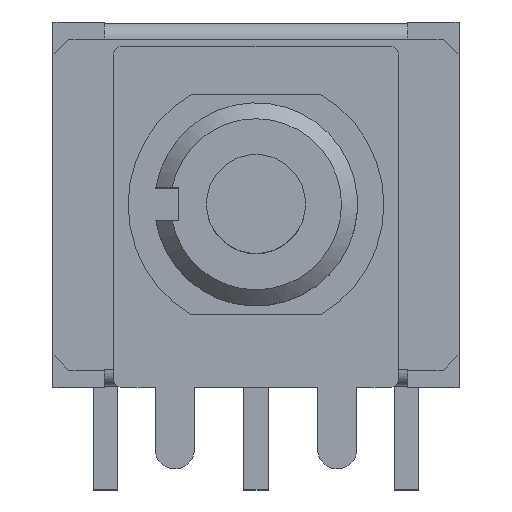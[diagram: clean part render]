
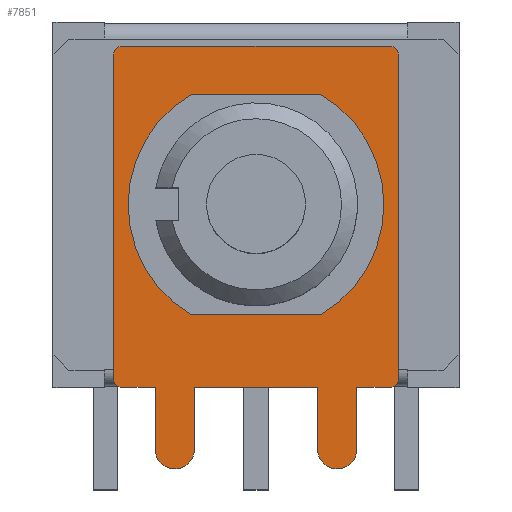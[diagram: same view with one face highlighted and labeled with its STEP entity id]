
A CAD part, top view. The second image highlights one B-rep face of the part: STEP entity #7851.
In plain terms, the highlighted planar face has unit normal (0, 0, 1).
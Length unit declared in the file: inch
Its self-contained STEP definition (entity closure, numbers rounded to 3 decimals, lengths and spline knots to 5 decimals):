
#71=FACE_BOUND('',#2658,.T.);
#603=LINE('',#12883,#1427);
#604=LINE('',#12887,#1428);
#605=LINE('',#12891,#1429);
#606=LINE('',#12893,#1430);
#607=LINE('',#12897,#1431);
#608=LINE('',#12899,#1432);
#609=LINE('',#12901,#1433);
#610=LINE('',#12905,#1434);
#611=LINE('',#12907,#1435);
#612=LINE('',#12910,#1436);
#613=LINE('',#12915,#1437);
#614=LINE('',#12918,#1438);
#1427=VECTOR('',#9449,0.3937);
#1428=VECTOR('',#9452,0.3937);
#1429=VECTOR('',#9455,0.3937);
#1430=VECTOR('',#9456,0.3937);
#1431=VECTOR('',#9459,0.3937);
#1432=VECTOR('',#9460,0.3937);
#1433=VECTOR('',#9461,0.3937);
#1434=VECTOR('',#9464,0.3937);
#1435=VECTOR('',#9465,0.3937);
#1436=VECTOR('',#9468,0.3937);
#1437=VECTOR('',#9471,0.3937);
#1438=VECTOR('',#9474,0.3937);
#2205=FACE_OUTER_BOUND('',#2657,.T.);
#2657=EDGE_LOOP('',(#6017,#6018,#6019,#6020,#6021,#6022,#6023,#6024,#6025,
#6026,#6027,#6028,#6029,#6030,#6031,#6032));
#2658=EDGE_LOOP('',(#6033,#6034,#6035,#6036));
#3005=CIRCLE('',#8325,0.00984);
#3006=CIRCLE('',#8326,0.00984);
#3007=CIRCLE('',#8327,0.00984);
#3008=CIRCLE('',#8328,0.02402);
#3009=CIRCLE('',#8329,0.02402);
#3010=CIRCLE('',#8330,0.00984);
#3011=CIRCLE('',#8331,0.15748);
#3012=CIRCLE('',#8332,0.15748);
#3494=VERTEX_POINT('',#12879);
#3495=VERTEX_POINT('',#12880);
#3496=VERTEX_POINT('',#12882);
#3497=VERTEX_POINT('',#12884);
#3498=VERTEX_POINT('',#12886);
#3499=VERTEX_POINT('',#12888);
#3500=VERTEX_POINT('',#12890);
#3501=VERTEX_POINT('',#12892);
#3502=VERTEX_POINT('',#12894);
#3503=VERTEX_POINT('',#12896);
#3504=VERTEX_POINT('',#12898);
#3505=VERTEX_POINT('',#12900);
#3506=VERTEX_POINT('',#12902);
#3507=VERTEX_POINT('',#12904);
#3508=VERTEX_POINT('',#12906);
#3509=VERTEX_POINT('',#12908);
#3510=VERTEX_POINT('',#12911);
#3511=VERTEX_POINT('',#12912);
#3512=VERTEX_POINT('',#12914);
#3513=VERTEX_POINT('',#12916);
#4415=EDGE_CURVE('',#3494,#3495,#3005,.T.);
#4416=EDGE_CURVE('',#3494,#3496,#603,.T.);
#4417=EDGE_CURVE('',#3497,#3496,#3006,.T.);
#4418=EDGE_CURVE('',#3498,#3497,#604,.T.);
#4419=EDGE_CURVE('',#3499,#3498,#3007,.T.);
#4420=EDGE_CURVE('',#3500,#3499,#605,.T.);
#4421=EDGE_CURVE('',#3501,#3500,#606,.T.);
#4422=EDGE_CURVE('',#3502,#3501,#3008,.T.);
#4423=EDGE_CURVE('',#3503,#3502,#607,.T.);
#4424=EDGE_CURVE('',#3504,#3503,#608,.T.);
#4425=EDGE_CURVE('',#3505,#3504,#609,.T.);
#4426=EDGE_CURVE('',#3506,#3505,#3009,.T.);
#4427=EDGE_CURVE('',#3507,#3506,#610,.T.);
#4428=EDGE_CURVE('',#3508,#3507,#611,.T.);
#4429=EDGE_CURVE('',#3509,#3508,#3010,.T.);
#4430=EDGE_CURVE('',#3495,#3509,#612,.T.);
#4431=EDGE_CURVE('',#3510,#3511,#3011,.T.);
#4432=EDGE_CURVE('',#3511,#3512,#613,.T.);
#4433=EDGE_CURVE('',#3512,#3513,#3012,.T.);
#4434=EDGE_CURVE('',#3513,#3510,#614,.T.);
#6017=ORIENTED_EDGE('',*,*,#4415,.F.);
#6018=ORIENTED_EDGE('',*,*,#4416,.T.);
#6019=ORIENTED_EDGE('',*,*,#4417,.F.);
#6020=ORIENTED_EDGE('',*,*,#4418,.F.);
#6021=ORIENTED_EDGE('',*,*,#4419,.F.);
#6022=ORIENTED_EDGE('',*,*,#4420,.F.);
#6023=ORIENTED_EDGE('',*,*,#4421,.F.);
#6024=ORIENTED_EDGE('',*,*,#4422,.F.);
#6025=ORIENTED_EDGE('',*,*,#4423,.F.);
#6026=ORIENTED_EDGE('',*,*,#4424,.F.);
#6027=ORIENTED_EDGE('',*,*,#4425,.F.);
#6028=ORIENTED_EDGE('',*,*,#4426,.F.);
#6029=ORIENTED_EDGE('',*,*,#4427,.F.);
#6030=ORIENTED_EDGE('',*,*,#4428,.F.);
#6031=ORIENTED_EDGE('',*,*,#4429,.F.);
#6032=ORIENTED_EDGE('',*,*,#4430,.F.);
#6033=ORIENTED_EDGE('',*,*,#4431,.T.);
#6034=ORIENTED_EDGE('',*,*,#4432,.T.);
#6035=ORIENTED_EDGE('',*,*,#4433,.T.);
#6036=ORIENTED_EDGE('',*,*,#4434,.T.);
#7515=PLANE('',#8324);
#7851=ADVANCED_FACE('',(#2205,#71),#7515,.T.);
#8324=AXIS2_PLACEMENT_3D('',#12878,#9445,#9446);
#8325=AXIS2_PLACEMENT_3D('',#12881,#9447,#9448);
#8326=AXIS2_PLACEMENT_3D('',#12885,#9450,#9451);
#8327=AXIS2_PLACEMENT_3D('',#12889,#9453,#9454);
#8328=AXIS2_PLACEMENT_3D('',#12895,#9457,#9458);
#8329=AXIS2_PLACEMENT_3D('',#12903,#9462,#9463);
#8330=AXIS2_PLACEMENT_3D('',#12909,#9466,#9467);
#8331=AXIS2_PLACEMENT_3D('',#12913,#9469,#9470);
#8332=AXIS2_PLACEMENT_3D('',#12917,#9472,#9473);
#9445=DIRECTION('center_axis',(0.,0.,
1.));
#9446=DIRECTION('ref_axis',(1.,0.,0.));
#9447=DIRECTION('center_axis',(0.,0.,
-1.));
#9448=DIRECTION('ref_axis',(0.707,0.707,0.));
#9449=DIRECTION('',(-1.,0.,0.));
#9450=DIRECTION('center_axis',(0.,0.,
-1.));
#9451=DIRECTION('ref_axis',(-0.707,0.707,0.));
#9452=DIRECTION('',(0.,1.,0.));
#9453=DIRECTION('center_axis',(0.,0.,
-1.));
#9454=DIRECTION('ref_axis',(-0.707,-0.707,0.));
#9455=DIRECTION('',(-1.,0.,0.));
#9456=DIRECTION('',(0.,1.,0.));
#9457=DIRECTION('center_axis',(0.,0.,
-1.));
#9458=DIRECTION('ref_axis',(-1.,0.,0.));
#9459=DIRECTION('',(0.,-1.,0.));
#9460=DIRECTION('',(-1.,0.,0.));
#9461=DIRECTION('',(0.,1.,0.));
#9462=DIRECTION('center_axis',(0.,0.,
-1.));
#9463=DIRECTION('ref_axis',(-1.,0.,0.));
#9464=DIRECTION('',(0.,-1.,0.));
#9465=DIRECTION('',(-1.,0.,0.));
#9466=DIRECTION('center_axis',(0.,0.,
-1.));
#9467=DIRECTION('ref_axis',(0.707,-0.707,0.));
#9468=DIRECTION('',(0.,-1.,0.));
#9469=DIRECTION('center_axis',(0.,0.,
-1.));
#9470=DIRECTION('ref_axis',(0.506,-0.862,0.));
#9471=DIRECTION('',(1.,0.,0.));
#9472=DIRECTION('center_axis',(0.,0.,
-1.));
#9473=DIRECTION('ref_axis',(-0.506,0.863,0.));
#9474=DIRECTION('',(-1.,0.,0.));
#12878=CARTESIAN_POINT('Origin',(0.,-0.05423,
0.36299));
#12879=CARTESIAN_POINT('',(0.16535,0.19508,0.36299));
#12880=CARTESIAN_POINT('',(0.1752,0.18524,0.36299));
#12881=CARTESIAN_POINT('Origin',(0.16535,0.18524,0.36299));
#12882=CARTESIAN_POINT('',(-0.16535,0.19508,0.36299));
#12883=CARTESIAN_POINT('',(-0.0876,0.19508,0.36299));
#12884=CARTESIAN_POINT('',(-0.1752,0.18524,0.36299));
#12885=CARTESIAN_POINT('Origin',(-0.16535,0.18524,0.36299));
#12886=CARTESIAN_POINT('',(-0.1752,-0.21516,0.36299));
#12887=CARTESIAN_POINT('',(-0.1752,0.225,0.36299));
#12888=CARTESIAN_POINT('',(-0.16535,-0.225,0.36299));
#12889=CARTESIAN_POINT('Origin',(-0.16535,-0.21516,
0.36299));
#12890=CARTESIAN_POINT('',(-0.12402,-0.225,0.36299));
#12891=CARTESIAN_POINT('',(-0.1752,-0.225,0.36299));
#12892=CARTESIAN_POINT('',(-0.12402,-0.30138,0.36299));
#12893=CARTESIAN_POINT('',(-0.12402,-0.225,0.36299));
#12894=CARTESIAN_POINT('',(-0.07598,-0.30138,0.36299));
#12895=CARTESIAN_POINT('Origin',(-0.1,-0.30138,0.36299));
#12896=CARTESIAN_POINT('',(-0.07598,-0.225,0.36299));
#12897=CARTESIAN_POINT('',(-0.07598,-0.30138,0.36299));
#12898=CARTESIAN_POINT('',(0.07598,-0.225,0.36299));
#12899=CARTESIAN_POINT('',(-0.07598,-0.225,0.36299));
#12900=CARTESIAN_POINT('',(0.07598,-0.30138,0.36299));
#12901=CARTESIAN_POINT('',(0.07598,-0.225,0.36299));
#12902=CARTESIAN_POINT('',(0.12402,-0.30138,0.36299));
#12903=CARTESIAN_POINT('Origin',(0.1,-0.30138,0.36299));
#12904=CARTESIAN_POINT('',(0.12402,-0.225,0.36299));
#12905=CARTESIAN_POINT('',(0.12402,-0.30138,0.36299));
#12906=CARTESIAN_POINT('',(0.16535,-0.225,0.36299));
#12907=CARTESIAN_POINT('',(0.12402,-0.225,0.36299));
#12908=CARTESIAN_POINT('',(0.1752,-0.21516,0.36299));
#12909=CARTESIAN_POINT('Origin',(0.16535,-0.21516,0.36299));
#12910=CARTESIAN_POINT('',(0.1752,-0.225,0.36299));
#12911=CARTESIAN_POINT('',(-0.07969,-0.13583,0.36299));
#12912=CARTESIAN_POINT('',(-0.07969,0.13583,0.36299));
#12913=CARTESIAN_POINT('Origin',(0.,0.,0.36299));
#12914=CARTESIAN_POINT('',(0.07969,0.13583,0.36299));
#12915=CARTESIAN_POINT('',(-0.07969,0.13583,0.36299));
#12916=CARTESIAN_POINT('',(0.07969,-0.13583,0.36299));
#12917=CARTESIAN_POINT('Origin',(0.,0.,0.36299));
#12918=CARTESIAN_POINT('',(0.07969,-0.13583,0.36299));
